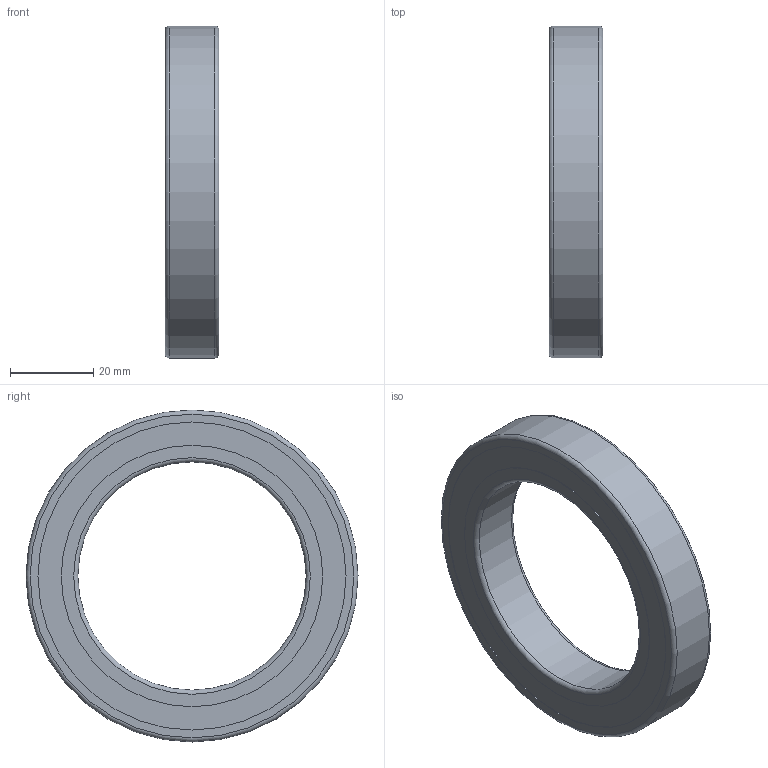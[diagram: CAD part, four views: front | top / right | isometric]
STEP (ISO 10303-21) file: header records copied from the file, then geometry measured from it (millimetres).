
FILE_DESCRIPTION(/* description */ ('STEP AP214'),/* implementation_level */ '2;1');
FILE_NAME(/* name */ '6911LLU',/* time_stamp */ '2025-10-12T21:15:11+02:00',/* author */ ('License CC BY-ND 4.0'),/* organization */ ('CADENAS'),/* preprocessor_version */ 'ST-DEVELOPER v19.3',/* originating_system */ 'PARTsolutions',/* authorisation */ ' ');
FILE_SCHEMA (('AUTOMOTIVE_DESIGN {1 0 10303 214 3 1 1}'));
Length unit declared in the file: millimetre
Products named in the file (5): 6911LLU; 6911LLU Inner Ring; 6911LLU Outer Ring; 6911LLUst; 6911LLU Ball
Assembly tree (20 placements, depth 2):
  6911LLU
    6911LLU Inner Ring
    6911LLU Outer Ring
    6911LLUst  x2
    6911LLU Ball  x16
Bounding box: 13 x 80 x 80 mm (x, y, z)
Volume: 23328.7 mm3; surface area: 22422 mm2
Topology: 20 solids, 20 shells, 44 faces, 95 edges, 61 vertices
Faces by surface type: sphere 16, cylinder 12, plane 10, torus 6
Full cylindrical faces by diameter (mm): 55 x1, 63 x4, 72 x2, 74.222 x4, 80 x1
Entity records: 766 total; most frequent: DIRECTION 140, CARTESIAN_POINT 95, AXIS2_PLACEMENT_3D 70, FACE_BOUND 49, ORIENTED_EDGE 48, EDGE_LOOP 48, VERTEX_POINT 25, ADVANCED_FACE 25
